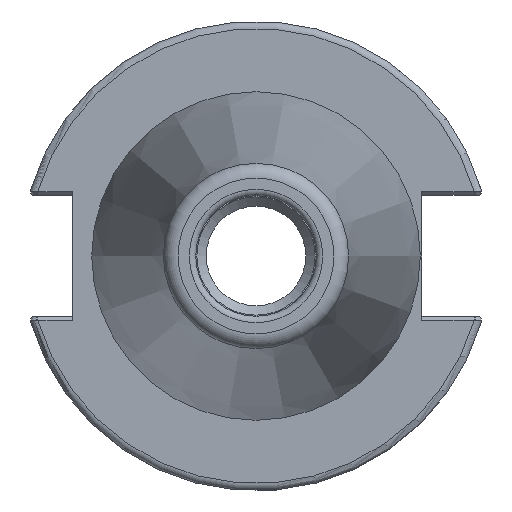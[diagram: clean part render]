
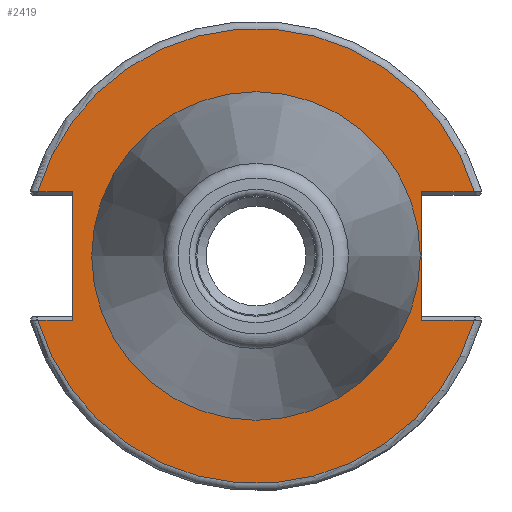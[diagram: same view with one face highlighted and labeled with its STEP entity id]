
A CAD part, left-side view. The second image highlights one B-rep face of the part: STEP entity #2419.
In plain terms, the highlighted planar face has unit normal (-1, 0, 0).
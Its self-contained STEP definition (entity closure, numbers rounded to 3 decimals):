
#158=FACE_BOUND('',#388,.T.);
#175=PLANE('',#2616);
#248=FACE_OUTER_BOUND('',#387,.T.);
#387=EDGE_LOOP('',(#1728,#1729,#1730,#1731,#1732,#1733,#1734,#1735));
#388=EDGE_LOOP('',(#1736,#1737));
#528=LINE('',#3715,#675);
#530=LINE('',#3783,#677);
#531=LINE('',#3785,#678);
#532=LINE('',#3789,#679);
#533=LINE('',#3791,#680);
#534=LINE('',#3792,#681);
#675=VECTOR('',#2955,10.);
#677=VECTOR('',#2973,10.);
#678=VECTOR('',#2974,10.);
#679=VECTOR('',#2977,10.);
#680=VECTOR('',#2978,10.);
#681=VECTOR('',#2979,10.);
#846=CIRCLE('',#2615,30.775);
#847=CIRCLE('',#2617,30.775);
#848=CIRCLE('',#2618,22.225);
#849=CIRCLE('',#2619,22.225);
#1001=VERTEX_POINT('',#3708);
#1004=VERTEX_POINT('',#3713);
#1010=VERTEX_POINT('',#3761);
#1012=VERTEX_POINT('',#3782);
#1013=VERTEX_POINT('',#3784);
#1014=VERTEX_POINT('',#3786);
#1015=VERTEX_POINT('',#3788);
#1016=VERTEX_POINT('',#3790);
#1017=VERTEX_POINT('',#3793);
#1018=VERTEX_POINT('',#3794);
#1280=EDGE_CURVE('',#1004,#1001,#528,.T.);
#1290=EDGE_CURVE('',#1001,#1010,#846,.T.);
#1293=EDGE_CURVE('',#1004,#1012,#530,.T.);
#1294=EDGE_CURVE('',#1013,#1012,#531,.T.);
#1295=EDGE_CURVE('',#1014,#1013,#847,.T.);
#1296=EDGE_CURVE('',#1015,#1014,#532,.T.);
#1297=EDGE_CURVE('',#1015,#1016,#533,.T.);
#1298=EDGE_CURVE('',#1010,#1016,#534,.T.);
#1299=EDGE_CURVE('',#1017,#1018,#848,.T.);
#1300=EDGE_CURVE('',#1018,#1017,#849,.T.);
#1728=ORIENTED_EDGE('',*,*,#1280,.F.);
#1729=ORIENTED_EDGE('',*,*,#1293,.T.);
#1730=ORIENTED_EDGE('',*,*,#1294,.F.);
#1731=ORIENTED_EDGE('',*,*,#1295,.F.);
#1732=ORIENTED_EDGE('',*,*,#1296,.F.);
#1733=ORIENTED_EDGE('',*,*,#1297,.T.);
#1734=ORIENTED_EDGE('',*,*,#1298,.F.);
#1735=ORIENTED_EDGE('',*,*,#1290,.F.);
#1736=ORIENTED_EDGE('',*,*,#1299,.T.);
#1737=ORIENTED_EDGE('',*,*,#1300,.T.);
#2419=ADVANCED_FACE('',(#248,#158),#175,.T.);
#2615=AXIS2_PLACEMENT_3D('',#3762,#2969,#2970);
#2616=AXIS2_PLACEMENT_3D('',#3781,#2971,#2972);
#2617=AXIS2_PLACEMENT_3D('',#3787,#2975,#2976);
#2618=AXIS2_PLACEMENT_3D('',#3795,#2980,#2981);
#2619=AXIS2_PLACEMENT_3D('',#3796,#2982,#2983);
#2955=DIRECTION('',(0.,-1.,0.));
#2969=DIRECTION('center_axis',(1.,0.,0.));
#2970=DIRECTION('ref_axis',(0.,0.,-1.));
#2971=DIRECTION('center_axis',(-1.,0.,0.));
#2972=DIRECTION('ref_axis',(0.,0.,1.));
#2973=DIRECTION('',(0.,0.,1.));
#2974=DIRECTION('',(0.,1.,0.));
#2975=DIRECTION('center_axis',(1.,0.,0.));
#2976=DIRECTION('ref_axis',(0.,0.,-1.));
#2977=DIRECTION('',(0.,1.,0.));
#2978=DIRECTION('',(0.,0.,-1.));
#2979=DIRECTION('',(0.,-1.,0.));
#2980=DIRECTION('center_axis',(1.,0.,0.));
#2981=DIRECTION('ref_axis',(0.,0.,-1.));
#2982=DIRECTION('center_axis',(1.,0.,0.));
#2983=DIRECTION('ref_axis',(0.,0.,-1.));
#3708=CARTESIAN_POINT('',(3.175,-29.523,-8.69));
#3713=CARTESIAN_POINT('',(3.175,-22.41,-8.69));
#3715=CARTESIAN_POINT('',(3.175,-4.878,-8.69));
#3761=CARTESIAN_POINT('',(3.175,29.523,-8.69));
#3762=CARTESIAN_POINT('Origin',(3.175,0.,
0.));
#3781=CARTESIAN_POINT('Origin',(3.175,30.775,0.));
#3782=CARTESIAN_POINT('',(3.175,-22.41,8.69));
#3783=CARTESIAN_POINT('',(3.175,-22.41,-4.095));
#3784=CARTESIAN_POINT('',(3.175,-29.523,8.69));
#3785=CARTESIAN_POINT('',(3.175,4.182,8.69));
#3786=CARTESIAN_POINT('',(3.175,29.523,8.69));
#3787=CARTESIAN_POINT('Origin',(3.175,0.,
0.));
#3788=CARTESIAN_POINT('',(3.175,24.8,8.69));
#3789=CARTESIAN_POINT('',(3.175,32.958,8.69));
#3790=CARTESIAN_POINT('',(3.175,24.8,-8.69));
#3791=CARTESIAN_POINT('',(3.175,24.8,4.095));
#3792=CARTESIAN_POINT('',(3.175,27.788,-8.69));
#3793=CARTESIAN_POINT('',(3.175,22.225,0.));
#3794=CARTESIAN_POINT('',(3.175,-22.225,0.));
#3795=CARTESIAN_POINT('Origin',(3.175,0.,
0.));
#3796=CARTESIAN_POINT('Origin',(3.175,0.,
0.));
